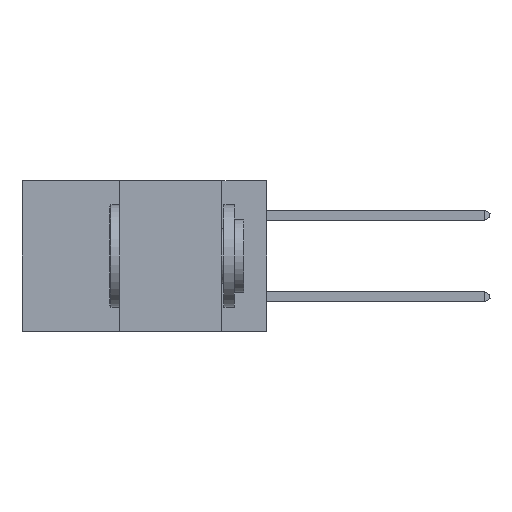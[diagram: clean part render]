
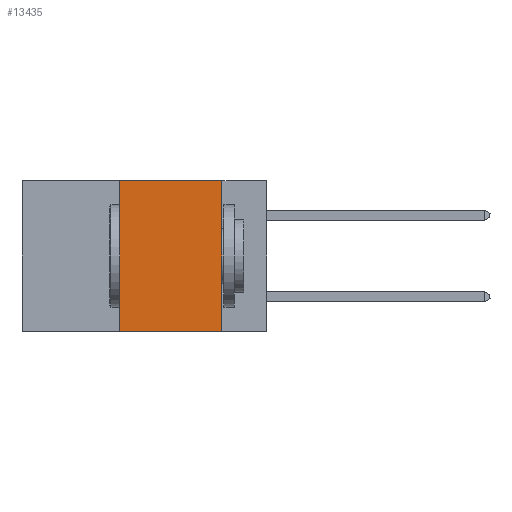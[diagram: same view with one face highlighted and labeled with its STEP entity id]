
A CAD part, left-side view. The second image highlights one B-rep face of the part: STEP entity #13435.
In plain terms, the highlighted planar face has unit normal (-1, 0, 0).
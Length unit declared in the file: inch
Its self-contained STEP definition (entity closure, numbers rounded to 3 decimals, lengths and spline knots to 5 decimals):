
#70 = FACE_OUTER_BOUND ( 'NONE', #21447, .T. ) ;
#3200 = VERTEX_POINT ( 'NONE', #15553 ) ;
#4354 = LINE ( 'NONE', #16417, #12792 ) ;
#4379 = VECTOR ( 'NONE', #9508, 39.37008 ) ;
#5393 = VECTOR ( 'NONE', #11242, 39.37008 ) ;
#6426 = CARTESIAN_POINT ( 'NONE',  ( 0., 0.11, 0. ) ) ;
#6692 = EDGE_CURVE ( 'NONE', #10170, #6910, #16230, .T. ) ;
#6910 = VERTEX_POINT ( 'NONE', #12391 ) ;
#8861 = EDGE_CURVE ( 'NONE', #14302, #6910, #14099, .T. ) ;
#9189 = CARTESIAN_POINT ( 'NONE',  ( 0., 0.36, 0. ) ) ;
#9508 = DIRECTION ( 'NONE',  ( 0., 0., -1. ) ) ;
#9549 = ORIENTED_EDGE ( 'NONE', *, *, #6692, .F. ) ;
#10170 = VERTEX_POINT ( 'NONE', #6426 ) ;
#10232 = CARTESIAN_POINT ( 'NONE',  ( 0., 0.6, -0.37 ) ) ;
#10552 = DIRECTION ( 'NONE',  ( 0., -1., 0. ) ) ;
#10827 = DIRECTION ( 'NONE',  ( 0., -1., 0. ) ) ;
#11242 = DIRECTION ( 'NONE',  ( 0., 0., 1. ) ) ;
#11260 = CARTESIAN_POINT ( 'NONE',  ( 0., 0.6, 0. ) ) ;
#12391 = CARTESIAN_POINT ( 'NONE',  ( 0., 0.11, -0.37 ) ) ;
#12521 = ORIENTED_EDGE ( 'NONE', *, *, #8861, .T. ) ;
#12792 = VECTOR ( 'NONE', #10827, 39.37008 ) ;
#13435 = ADVANCED_FACE ( 'NONE', ( #70 ), #15213, .F. ) ;
#13534 = VECTOR ( 'NONE', #10552, 39.37008 ) ;
#13842 = EDGE_CURVE ( 'NONE', #14302, #3200, #21785, .T. ) ;
#14099 = LINE ( 'NONE', #10232, #13534 ) ;
#14302 = VERTEX_POINT ( 'NONE', #20951 ) ;
#14973 = DIRECTION ( 'NONE',  ( 0., 0., -1. ) ) ;
#15213 = PLANE ( 'NONE',  #22545 ) ;
#15553 = CARTESIAN_POINT ( 'NONE',  ( 0., 0.36, 0. ) ) ;
#16230 = LINE ( 'NONE', #20330, #4379 ) ;
#16366 = ORIENTED_EDGE ( 'NONE', *, *, #13842, .F. ) ;
#16417 = CARTESIAN_POINT ( 'NONE',  ( 0., 0.6, 0. ) ) ;
#16954 = DIRECTION ( 'NONE',  ( 1., 0., 0. ) ) ;
#18926 = EDGE_CURVE ( 'NONE', #3200, #10170, #4354, .T. ) ;
#20330 = CARTESIAN_POINT ( 'NONE',  ( 0., 0.11, 0. ) ) ;
#20951 = CARTESIAN_POINT ( 'NONE',  ( 0., 0.36, -0.37 ) ) ;
#21447 = EDGE_LOOP ( 'NONE', ( #9549, #22084, #16366, #12521 ) ) ;
#21785 = LINE ( 'NONE', #9189, #5393 ) ;
#22084 = ORIENTED_EDGE ( 'NONE', *, *, #18926, .F. ) ;
#22545 = AXIS2_PLACEMENT_3D ( 'NONE', #11260, #16954, #14973 ) ;
